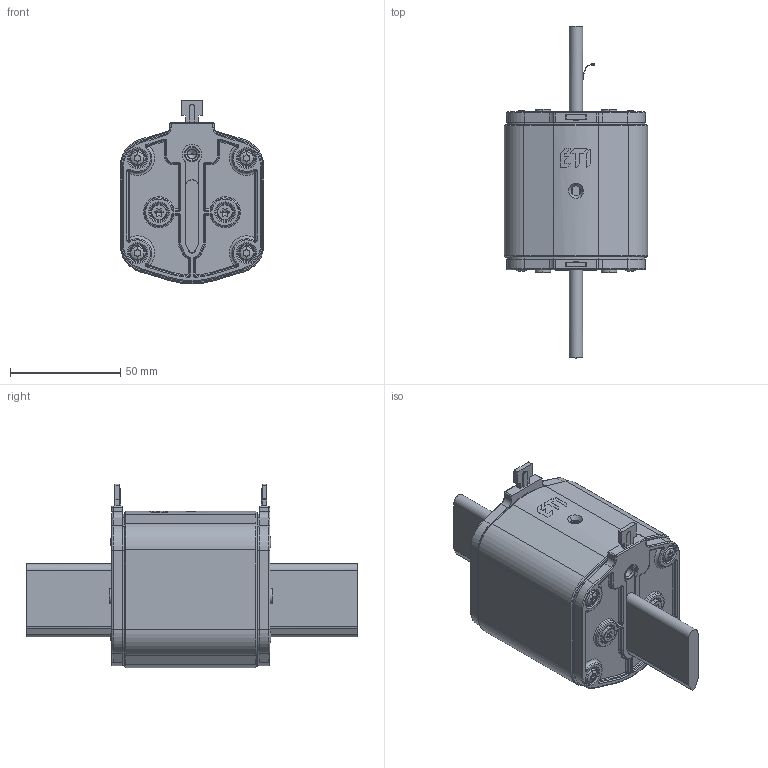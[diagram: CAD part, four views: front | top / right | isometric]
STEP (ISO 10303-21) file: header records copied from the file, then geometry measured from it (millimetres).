
FILE_DESCRIPTION((''),'2;1');
FILE_NAME('NV_3I_KOMBI_ETI','2018-05-29T',('aljaz.cop'),('Audax d.o.o.'),'CREO PARAMETRIC BY PTC INC, 2015380','CREO PARAMETRIC BY PTC INC, 2015380','');
FILE_SCHEMA(('CONFIG_CONTROL_DESIGN'));
Products named in the file (1): NV_3I_KOMBI_ETI
Bounding box: 65 x 150.4 x 83.35 mm (x, y, z)
Volume: 174410.2 mm3; surface area: 57888.2 mm2
Topology: 1 solids, 30 shells, 1990 faces, 5033 edges, 3064 vertices
Faces by surface type: plane 796, cylinder 719, torus 234, bspline 80, cone 80, sphere 48, extrusion 33
Entity records: 86989 total; most frequent: CARTESIAN_POINT 22933, DIRECTION 10223, ORIENTED_EDGE 9918, PRESENTATION_STYLE_ASSIGNMENT 5089, STYLED_ITEM 5007, CURVE_STYLE 4993, EDGE_CURVE 4993, AXIS2_PLACEMENT_3D 3778
